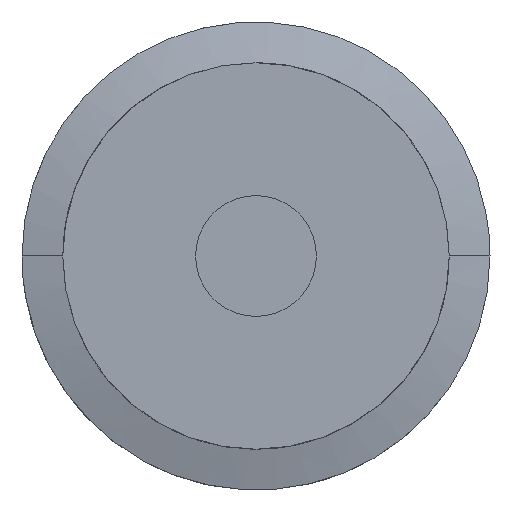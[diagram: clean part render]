
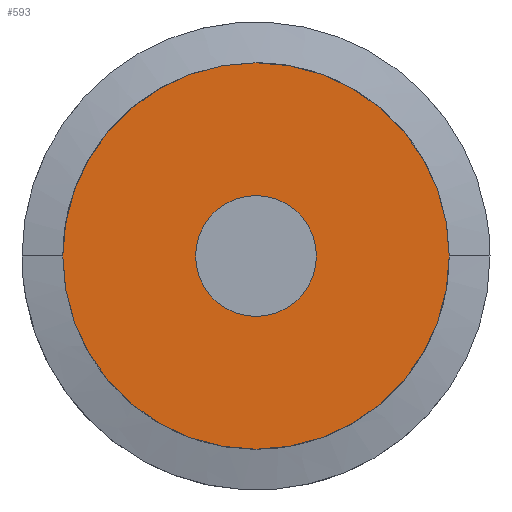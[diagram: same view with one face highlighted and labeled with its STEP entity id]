
A CAD part, left-side view. The second image highlights one B-rep face of the part: STEP entity #593.
In plain terms, the highlighted planar face has unit normal (-1, 0, 0).
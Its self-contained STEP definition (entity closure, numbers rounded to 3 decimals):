
#40=FACE_BOUND('',#122,.T.);
#46=PLANE('',#627);
#83=FACE_OUTER_BOUND('',#121,.T.);
#121=EDGE_LOOP('',(#546));
#122=EDGE_LOOP('',(#547));
#124=CIRCLE('',#610,8.);
#130=CIRCLE('',#621,2.5);
#250=VERTEX_POINT('',#763);
#273=VERTEX_POINT('',#1026);
#302=EDGE_CURVE('',#250,#250,#124,.T.);
#330=EDGE_CURVE('',#273,#273,#130,.T.);
#546=ORIENTED_EDGE('',*,*,#302,.T.);
#547=ORIENTED_EDGE('',*,*,#330,.T.);
#593=ADVANCED_FACE('',(#83,#40),#46,.F.);
#610=AXIS2_PLACEMENT_3D('',#765,#635,#636);
#621=AXIS2_PLACEMENT_3D('',#1028,#664,#665);
#627=AXIS2_PLACEMENT_3D('',#2451,#703,#704);
#635=DIRECTION('center_axis',(-1.,0.,0.));
#636=DIRECTION('ref_axis',(0.,0.,-1.));
#664=DIRECTION('center_axis',(1.,0.,0.));
#665=DIRECTION('ref_axis',(0.,-1.,0.));
#703=DIRECTION('center_axis',(1.,0.,0.));
#704=DIRECTION('ref_axis',(0.,0.,-1.));
#763=CARTESIAN_POINT('',(-5.554,24.125,10.5));
#765=CARTESIAN_POINT('Origin',(-5.554,24.125,2.5));
#1026=CARTESIAN_POINT('',(-5.554,26.625,2.5));
#1028=CARTESIAN_POINT('Origin',(-5.554,24.125,2.5));
#2451=CARTESIAN_POINT('Origin',(-5.554,24.125,2.5));
